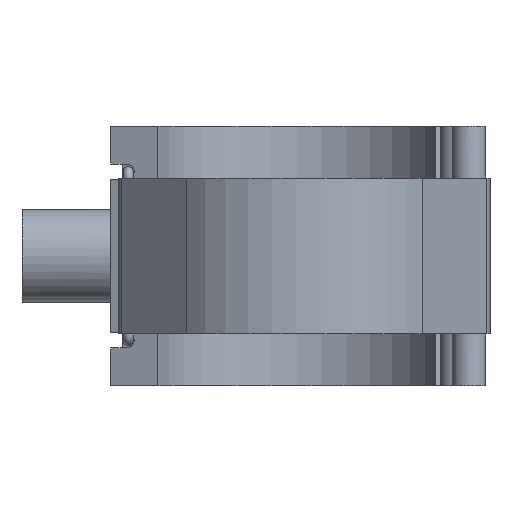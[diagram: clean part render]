
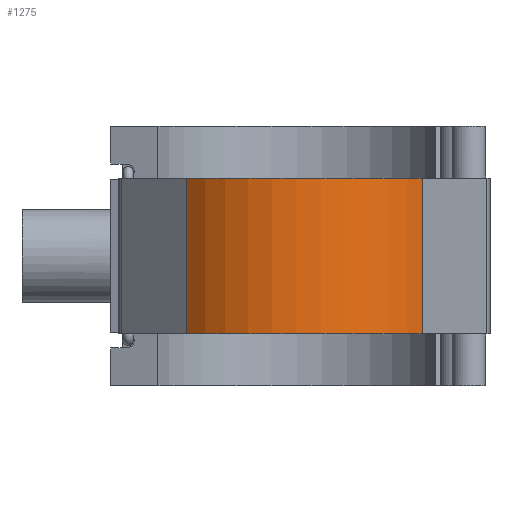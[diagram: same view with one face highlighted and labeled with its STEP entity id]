
A CAD part, front view. The second image highlights one B-rep face of the part: STEP entity #1275.
In plain terms, the highlighted cylindrical face has radius 103 mm (diameter 206 mm), a partial arc.
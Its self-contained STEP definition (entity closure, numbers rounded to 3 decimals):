
#42=CYLINDRICAL_SURFACE('',#1394,103.);
#100=CIRCLE('',#1327,103.);
#108=CIRCLE('',#1336,103.);
#200=FACE_OUTER_BOUND('',#291,.T.);
#291=EDGE_LOOP('',(#1053,#1054,#1055,#1056));
#446=LINE('',#2106,#543);
#447=LINE('',#2108,#544);
#543=VECTOR('',#1701,105.6);
#544=VECTOR('',#1704,105.6);
#563=VERTEX_POINT('',#1884);
#564=VERTEX_POINT('',#1886);
#578=VERTEX_POINT('',#1916);
#579=VERTEX_POINT('',#1918);
#685=EDGE_CURVE('',#563,#564,#100,.T.);
#701=EDGE_CURVE('',#578,#579,#108,.T.);
#796=EDGE_CURVE('',#563,#579,#446,.T.);
#797=EDGE_CURVE('',#564,#578,#447,.T.);
#1053=ORIENTED_EDGE('',*,*,#796,.T.);
#1054=ORIENTED_EDGE('',*,*,#701,.F.);
#1055=ORIENTED_EDGE('',*,*,#797,.F.);
#1056=ORIENTED_EDGE('',*,*,#685,.F.);
#1275=ADVANCED_FACE('',(#200),#42,.T.);
#1327=AXIS2_PLACEMENT_3D('',#1887,#1489,#1490);
#1336=AXIS2_PLACEMENT_3D('',#1919,#1515,#1516);
#1394=AXIS2_PLACEMENT_3D('',#2107,#1702,#1703);
#1489=DIRECTION('center_axis',(0.,0.,-1.));
#1490=DIRECTION('ref_axis',(0.993,0.114,0.));
#1515=DIRECTION('center_axis',(0.,0.,1.));
#1516=DIRECTION('ref_axis',(0.993,0.114,0.));
#1701=DIRECTION('',(0.,0.,1.));
#1702=DIRECTION('center_axis',(0.,0.,1.));
#1703=DIRECTION('ref_axis',(0.993,0.114,0.));
#1704=DIRECTION('',(0.,0.,1.));
#1884=CARTESIAN_POINT('',(84.948,-58.248,-52.8));
#1886=CARTESIAN_POINT('',(-74.751,-70.861,-52.8));
#1887=CARTESIAN_POINT('Origin',(0.,0.,-52.8));
#1916=CARTESIAN_POINT('',(-74.751,-70.861,52.8));
#1918=CARTESIAN_POINT('',(84.948,-58.248,52.8));
#1919=CARTESIAN_POINT('Origin',(0.,0.,52.8));
#2106=CARTESIAN_POINT('',(84.948,-58.248,0.));
#2107=CARTESIAN_POINT('Origin',(0.,0.,0.));
#2108=CARTESIAN_POINT('',(-74.751,-70.861,0.));
